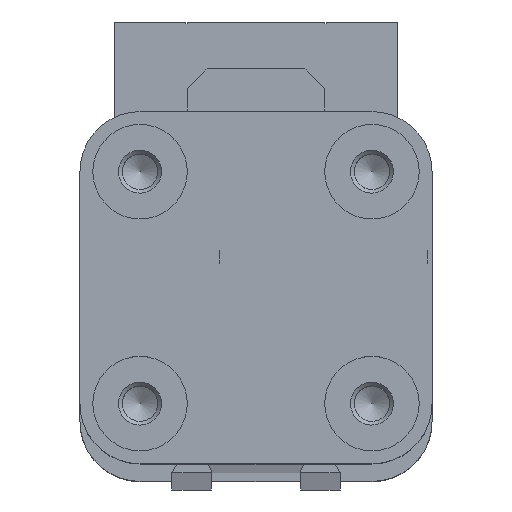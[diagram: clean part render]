
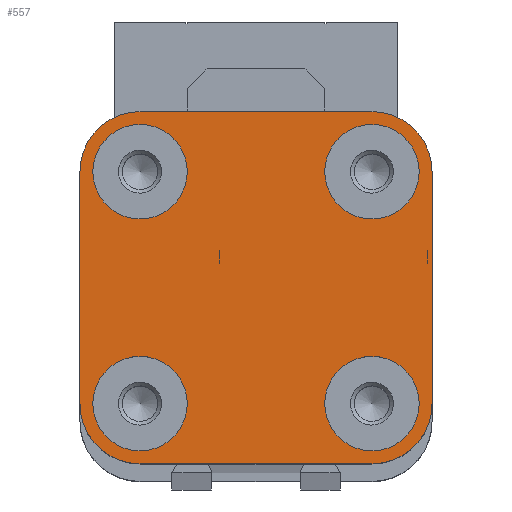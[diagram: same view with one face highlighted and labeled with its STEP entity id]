
A CAD part, top view. The second image highlights one B-rep face of the part: STEP entity #557.
In plain terms, the highlighted planar face has unit normal (0, 0, 1).
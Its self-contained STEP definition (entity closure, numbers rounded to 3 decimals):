
#557 = ADVANCED_FACE( '', ( #1192, #1193, #1194, #1195, #1196 ), #1197, .T. );
#1192 = FACE_BOUND( '', #1923, .T. );
#1193 = FACE_BOUND( '', #1924, .T. );
#1194 = FACE_BOUND( '', #1925, .T. );
#1195 = FACE_BOUND( '', #1926, .T. );
#1196 = FACE_OUTER_BOUND( '', #1927, .T. );
#1197 = PLANE( '', #1928 );
#1923 = EDGE_LOOP( '', ( #3253 ) );
#1924 = EDGE_LOOP( '', ( #3254 ) );
#1925 = EDGE_LOOP( '', ( #3255 ) );
#1926 = EDGE_LOOP( '', ( #3256 ) );
#1927 = EDGE_LOOP( '', ( #3257, #3258, #3259, #3260, #3261, #3262, #3263, #3264 ) );
#1928 = AXIS2_PLACEMENT_3D( '', #3265, #3266, #3267 );
#3253 = ORIENTED_EDGE( '', *, *, #4577, .T. );
#3254 = ORIENTED_EDGE( '', *, *, #4062, .T. );
#3255 = ORIENTED_EDGE( '', *, *, #4578, .T. );
#3256 = ORIENTED_EDGE( '', *, *, #4579, .T. );
#3257 = ORIENTED_EDGE( '', *, *, #4466, .T. );
#3258 = ORIENTED_EDGE( '', *, *, #4459, .T. );
#3259 = ORIENTED_EDGE( '', *, *, #4232, .T. );
#3260 = ORIENTED_EDGE( '', *, *, #4580, .T. );
#3261 = ORIENTED_EDGE( '', *, *, #4558, .T. );
#3262 = ORIENTED_EDGE( '', *, *, #4581, .T. );
#3263 = ORIENTED_EDGE( '', *, *, #4521, .T. );
#3264 = ORIENTED_EDGE( '', *, *, #4206, .T. );
#3265 = CARTESIAN_POINT( '', ( -13.5, -13.5, 600. ) );
#3266 = DIRECTION( '', ( 0., 0., 1. ) );
#3267 = DIRECTION( '', ( 1., 0., 0. ) );
#4062 = EDGE_CURVE( '', #4767, #4767, #4768, .F. );
#4206 = EDGE_CURVE( '', #5017, #5015, #5018, .T. );
#4232 = EDGE_CURVE( '', #5062, #5060, #5063, .T. );
#4459 = EDGE_CURVE( '', #5417, #5062, #5418, .T. );
#4466 = EDGE_CURVE( '', #5015, #5417, #5426, .T. );
#4521 = EDGE_CURVE( '', #5508, #5017, #5509, .T. );
#4558 = EDGE_CURVE( '', #5560, #5558, #5561, .T. );
#4577 = EDGE_CURVE( '', #5582, #5582, #5583, .F. );
#4578 = EDGE_CURVE( '', #5584, #5584, #5585, .F. );
#4579 = EDGE_CURVE( '', #5586, #5586, #5587, .F. );
#4580 = EDGE_CURVE( '', #5060, #5560, #5588, .T. );
#4581 = EDGE_CURVE( '', #5558, #5508, #5589, .T. );
#4767 = VERTEX_POINT( '', #5794 );
#4768 = CIRCLE( '', #5795, 5.5 );
#5015 = VERTEX_POINT( '', #6126 );
#5017 = VERTEX_POINT( '', #6129 );
#5018 = CIRCLE( '', #6130, 7. );
#5060 = VERTEX_POINT( '', #6187 );
#5062 = VERTEX_POINT( '', #6190 );
#5063 = LINE( '', #6191, #6192 );
#5417 = VERTEX_POINT( '', #6689 );
#5418 = CIRCLE( '', #6690, 7. );
#5426 = LINE( '', #6702, #6703 );
#5508 = VERTEX_POINT( '', #6815 );
#5509 = LINE( '', #6816, #6817 );
#5558 = VERTEX_POINT( '', #6879 );
#5560 = VERTEX_POINT( '', #6882 );
#5561 = LINE( '', #6883, #6884 );
#5582 = VERTEX_POINT( '', #6913 );
#5583 = CIRCLE( '', #6914, 5.5 );
#5584 = VERTEX_POINT( '', #6915 );
#5585 = CIRCLE( '', #6916, 5.5 );
#5586 = VERTEX_POINT( '', #6917 );
#5587 = CIRCLE( '', #6918, 5.5 );
#5588 = CIRCLE( '', #6919, 7. );
#5589 = CIRCLE( '', #6920, 7. );
#5794 = CARTESIAN_POINT( '', ( -8., -13.5, 600. ) );
#5795 = AXIS2_PLACEMENT_3D( '', #7192, #7193, #7194 );
#6126 = CARTESIAN_POINT( '', ( -20.5, 13.5, 600. ) );
#6129 = CARTESIAN_POINT( '', ( -13.5, 20.5, 600. ) );
#6130 = AXIS2_PLACEMENT_3D( '', #7358, #7359, #7360 );
#6187 = CARTESIAN_POINT( '', ( 13.5, -20.5, 600. ) );
#6190 = CARTESIAN_POINT( '', ( -13.5, -20.5, 600. ) );
#6191 = CARTESIAN_POINT( '', ( -13.5, -20.5, 600. ) );
#6192 = VECTOR( '', #7389, 1000. );
#6689 = CARTESIAN_POINT( '', ( -20.5, -13.5, 600. ) );
#6690 = AXIS2_PLACEMENT_3D( '', #7632, #7633, #7634 );
#6702 = CARTESIAN_POINT( '', ( -20.5, 13.5, 600. ) );
#6703 = VECTOR( '', #7639, 1000. );
#6815 = CARTESIAN_POINT( '', ( 13.5, 20.5, 600. ) );
#6816 = CARTESIAN_POINT( '', ( 13.5, 20.5, 600. ) );
#6817 = VECTOR( '', #7694, 1000. );
#6879 = CARTESIAN_POINT( '', ( 20.5, 13.5, 600. ) );
#6882 = CARTESIAN_POINT( '', ( 20.5, -13.5, 600. ) );
#6883 = CARTESIAN_POINT( '', ( 20.5, -13.5, 600. ) );
#6884 = VECTOR( '', #7736, 1000. );
#6913 = CARTESIAN_POINT( '', ( 19., -13.5, 600. ) );
#6914 = AXIS2_PLACEMENT_3D( '', #7751, #7752, #7753 );
#6915 = CARTESIAN_POINT( '', ( 19., 13.5, 600. ) );
#6916 = AXIS2_PLACEMENT_3D( '', #7754, #7755, #7756 );
#6917 = CARTESIAN_POINT( '', ( -8., 13.5, 600. ) );
#6918 = AXIS2_PLACEMENT_3D( '', #7757, #7758, #7759 );
#6919 = AXIS2_PLACEMENT_3D( '', #7760, #7761, #7762 );
#6920 = AXIS2_PLACEMENT_3D( '', #7763, #7764, #7765 );
#7192 = CARTESIAN_POINT( '', ( -13.5, -13.5, 600. ) );
#7193 = DIRECTION( '', ( 0., 0., 1. ) );
#7194 = DIRECTION( '', ( 1., 0., 0. ) );
#7358 = CARTESIAN_POINT( '', ( -13.5, 13.5, 600. ) );
#7359 = DIRECTION( '', ( 0., 0., 1. ) );
#7360 = DIRECTION( '', ( 1., 0., 0. ) );
#7389 = DIRECTION( '', ( 1., 0., 0. ) );
#7632 = CARTESIAN_POINT( '', ( -13.5, -13.5, 600. ) );
#7633 = DIRECTION( '', ( 0., 0., 1. ) );
#7634 = DIRECTION( '', ( 1., 0., 0. ) );
#7639 = DIRECTION( '', ( 0., -1., 0. ) );
#7694 = DIRECTION( '', ( -1., 0., 0. ) );
#7736 = DIRECTION( '', ( 0., 1., 0. ) );
#7751 = CARTESIAN_POINT( '', ( 13.5, -13.5, 600. ) );
#7752 = DIRECTION( '', ( 0., 0., 1. ) );
#7753 = DIRECTION( '', ( 1., 0., 0. ) );
#7754 = CARTESIAN_POINT( '', ( 13.5, 13.5, 600. ) );
#7755 = DIRECTION( '', ( 0., 0., 1. ) );
#7756 = DIRECTION( '', ( 1., 0., 0. ) );
#7757 = CARTESIAN_POINT( '', ( -13.5, 13.5, 600. ) );
#7758 = DIRECTION( '', ( 0., 0., 1. ) );
#7759 = DIRECTION( '', ( 1., 0., 0. ) );
#7760 = CARTESIAN_POINT( '', ( 13.5, -13.5, 600. ) );
#7761 = DIRECTION( '', ( 0., 0., 1. ) );
#7762 = DIRECTION( '', ( 1., 0., 0. ) );
#7763 = CARTESIAN_POINT( '', ( 13.5, 13.5, 600. ) );
#7764 = DIRECTION( '', ( 0., 0., 1. ) );
#7765 = DIRECTION( '', ( 1., 0., 0. ) );
